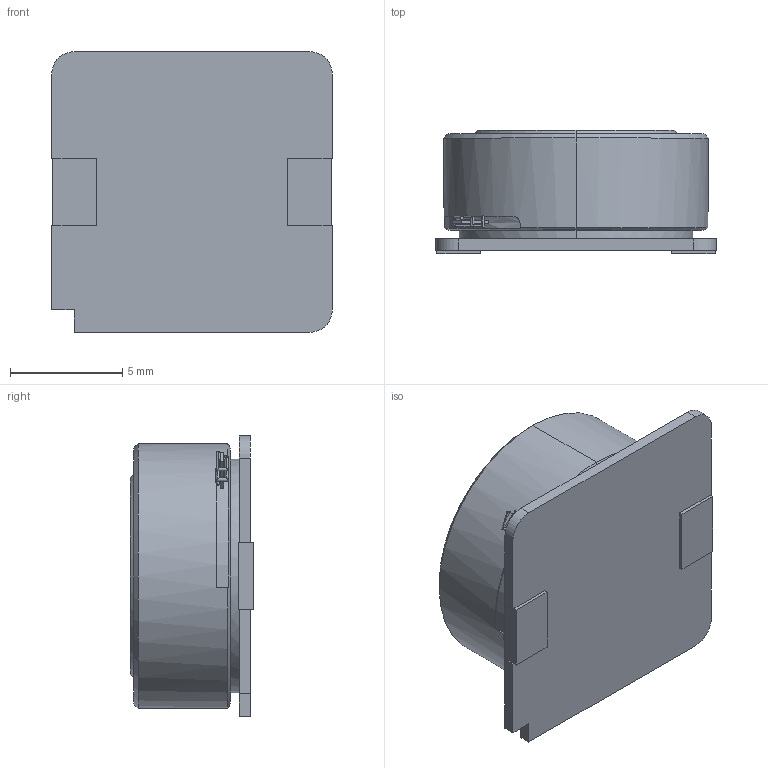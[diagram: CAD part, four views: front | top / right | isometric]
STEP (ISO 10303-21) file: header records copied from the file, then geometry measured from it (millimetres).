
FILE_DESCRIPTION (( 'STEP AP214' ), '1' );
FILE_NAME ('SLF12555T-330M1R9-PF.STEP', '2022-07-07T11:15:54', ( '' ), ( '' ), 'SwSTEP 2.0', 'SolidWorks 2018', '' );
FILE_SCHEMA (( 'AUTOMOTIVE_DESIGN' ));
Length unit declared in the file: millimetre
Products named in the file (1): SLF12555T-330M1R9-PF
Bounding box: 12.5 x 5.5 x 12.5 mm (x, y, z)
Volume: 592.1 mm3; surface area: 588.2 mm2
Topology: 3 solids, 3 shells, 112 faces, 293 edges, 192 vertices
Faces by surface type: plane 56, cylinder 50, cone 6
Entity records: 4683 total; most frequent: CARTESIAN_POINT 939, ORIENTED_EDGE 586, DIRECTION 499, EDGE_CURVE 293, VERTEX_POINT 192, AXIS2_PLACEMENT_3D 167, VECTOR 165, LINE 165
